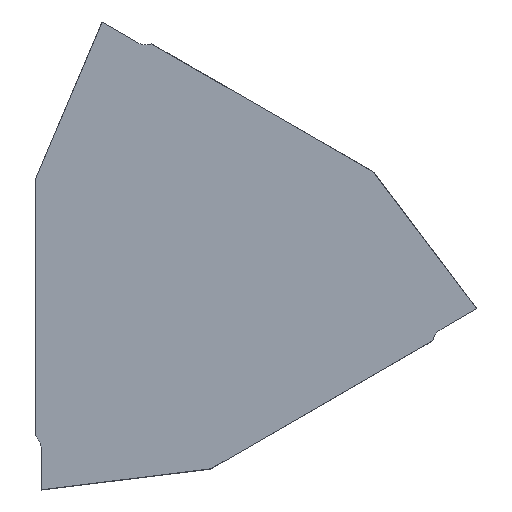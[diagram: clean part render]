
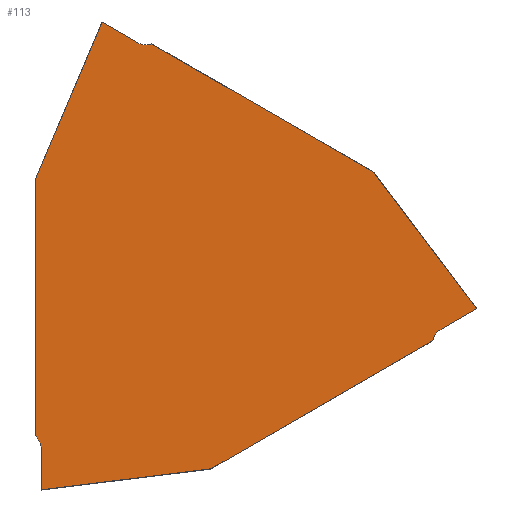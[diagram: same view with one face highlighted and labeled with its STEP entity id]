
A CAD part, left-side view. The second image highlights one B-rep face of the part: STEP entity #113.
In plain terms, the highlighted planar face has unit normal (-1, 0, 0).
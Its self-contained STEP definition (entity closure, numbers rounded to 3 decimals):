
#113=ADVANCED_FACE('',(#222),#193,.T.);
#193=PLANE('',#1408);
#222=FACE_OUTER_BOUND('',#302,.T.);
#302=EDGE_LOOP('',(#409,#410,#411,#412,#413,#414,#415,#416,#417,#418,#419,
#420,#421,#422,#423));
#382=ELLIPSE('',#1405,0.702,0.7);
#383=ELLIPSE('',#1406,0.702,0.7);
#384=ELLIPSE('',#1407,0.702,0.7);
#409=ORIENTED_EDGE('',*,*,#943,.T.);
#410=ORIENTED_EDGE('',*,*,#944,.T.);
#411=ORIENTED_EDGE('',*,*,#945,.T.);
#412=ORIENTED_EDGE('',*,*,#946,.T.);
#413=ORIENTED_EDGE('',*,*,#947,.F.);
#414=ORIENTED_EDGE('',*,*,#948,.T.);
#415=ORIENTED_EDGE('',*,*,#949,.T.);
#416=ORIENTED_EDGE('',*,*,#950,.T.);
#417=ORIENTED_EDGE('',*,*,#951,.T.);
#418=ORIENTED_EDGE('',*,*,#952,.F.);
#419=ORIENTED_EDGE('',*,*,#953,.T.);
#420=ORIENTED_EDGE('',*,*,#954,.T.);
#421=ORIENTED_EDGE('',*,*,#955,.T.);
#422=ORIENTED_EDGE('',*,*,#956,.T.);
#423=ORIENTED_EDGE('',*,*,#957,.F.);
#817=VERTEX_POINT('',#1851);
#818=VERTEX_POINT('',#1852);
#819=VERTEX_POINT('',#1854);
#820=VERTEX_POINT('',#1856);
#821=VERTEX_POINT('',#1858);
#822=VERTEX_POINT('',#1860);
#823=VERTEX_POINT('',#1862);
#824=VERTEX_POINT('',#1864);
#825=VERTEX_POINT('',#1866);
#826=VERTEX_POINT('',#1868);
#827=VERTEX_POINT('',#1870);
#828=VERTEX_POINT('',#1872);
#829=VERTEX_POINT('',#1874);
#830=VERTEX_POINT('',#1876);
#831=VERTEX_POINT('',#1878);
#943=EDGE_CURVE('',#817,#818,#1147,.T.);
#944=EDGE_CURVE('',#818,#819,#1148,.T.);
#945=EDGE_CURVE('',#819,#820,#1149,.T.);
#946=EDGE_CURVE('',#820,#821,#1150,.T.);
#947=EDGE_CURVE('',#822,#821,#382,.T.);
#948=EDGE_CURVE('',#822,#823,#1151,.T.);
#949=EDGE_CURVE('',#823,#824,#1152,.T.);
#950=EDGE_CURVE('',#824,#825,#1153,.T.);
#951=EDGE_CURVE('',#825,#826,#1154,.T.);
#952=EDGE_CURVE('',#827,#826,#383,.T.);
#953=EDGE_CURVE('',#827,#828,#1155,.T.);
#954=EDGE_CURVE('',#828,#829,#1156,.T.);
#955=EDGE_CURVE('',#829,#830,#1157,.T.);
#956=EDGE_CURVE('',#830,#831,#1158,.T.);
#957=EDGE_CURVE('',#817,#831,#384,.T.);
#1147=LINE('',#1850,#1225);
#1148=LINE('',#1853,#1226);
#1149=LINE('',#1855,#1227);
#1150=LINE('',#1857,#1228);
#1151=LINE('',#1861,#1229);
#1152=LINE('',#1863,#1230);
#1153=LINE('',#1865,#1231);
#1154=LINE('',#1867,#1232);
#1155=LINE('',#1871,#1233);
#1156=LINE('',#1873,#1234);
#1157=LINE('',#1875,#1235);
#1158=LINE('',#1877,#1236);
#1225=VECTOR('',#1518,1.);
#1226=VECTOR('',#1519,1.);
#1227=VECTOR('',#1520,1.);
#1228=VECTOR('',#1521,1.);
#1229=VECTOR('',#1524,1.);
#1230=VECTOR('',#1525,1.);
#1231=VECTOR('',#1526,1.);
#1232=VECTOR('',#1527,1.);
#1233=VECTOR('',#1530,1.);
#1234=VECTOR('',#1531,1.);
#1235=VECTOR('',#1532,1.);
#1236=VECTOR('',#1533,1.);
#1405=AXIS2_PLACEMENT_3D('',#1859,#1522,#1523);
#1406=AXIS2_PLACEMENT_3D('',#1869,#1528,#1529);
#1407=AXIS2_PLACEMENT_3D('',#1879,#1534,#1535);
#1408=AXIS2_PLACEMENT_3D('',#1880,#1536,#1537);
#1518=DIRECTION('',(0.,0.,-1.));
#1519=DIRECTION('',(0.,-0.993,0.122));
#1520=DIRECTION('',(0.,-0.866,0.5));
#1521=DIRECTION('',(0.,-0.259,0.966));
#1522=DIRECTION('',(-1.,0.,0.));
#1523=DIRECTION('',(0.,-0.998,0.059));
#1524=DIRECTION('',(0.,-0.866,0.5));
#1525=DIRECTION('',(0.,0.602,0.799));
#1526=DIRECTION('',(0.,0.866,0.5));
#1527=DIRECTION('',(0.,0.966,-0.259));
#1528=DIRECTION('',(-1.,0.,0.));
#1529=DIRECTION('',(0.,0.551,0.835));
#1530=DIRECTION('',(0.,0.866,0.5));
#1531=DIRECTION('',(0.,0.391,-0.921));
#1532=DIRECTION('',(0.,0.,-1.));
#1533=DIRECTION('',(0.,-0.707,-0.707));
#1534=DIRECTION('',(-1.,0.,0.));
#1535=DIRECTION('',(0.,0.448,-0.894));
#1536=DIRECTION('',(-1.,0.,0.));
#1537=DIRECTION('',(0.,0.,1.));
#1850=CARTESIAN_POINT('',(0.,6.855,0.));
#1851=CARTESIAN_POINT('',(0.,6.855,-7.261));
#1852=CARTESIAN_POINT('',(0.,6.855,-8.959));
#1853=CARTESIAN_POINT('',(0.,-0.156,-8.097));
#1854=CARTESIAN_POINT('',(0.,-0.181,-8.094));
#1855=CARTESIAN_POINT('',(0.,7.1,-12.298));
#1856=CARTESIAN_POINT('',(0.,-9.374,-2.786));
#1857=CARTESIAN_POINT('',(0.,-9.443,-2.53));
#1858=CARTESIAN_POINT('',(0.,-9.389,-2.732));
#1859=CARTESIAN_POINT('',(0.,-10.067,-2.912));
#1860=CARTESIAN_POINT('',(0.,-9.715,-2.306));
#1861=CARTESIAN_POINT('',(0.,-3.428,-5.937));
#1862=CARTESIAN_POINT('',(0.,-11.186,-1.457));
#1863=CARTESIAN_POINT('',(0.,-6.934,4.183));
#1864=CARTESIAN_POINT('',(0.,-6.919,4.204));
#1865=CARTESIAN_POINT('',(0.,-14.2,0.));
#1866=CARTESIAN_POINT('',(0.,2.274,9.511));
#1867=CARTESIAN_POINT('',(0.,2.53,9.443));
#1868=CARTESIAN_POINT('',(0.,2.329,9.497));
#1869=CARTESIAN_POINT('',(0.,2.512,10.174));
#1870=CARTESIAN_POINT('',(0.,2.86,9.567));
#1871=CARTESIAN_POINT('',(0.,-3.427,5.937));
#1872=CARTESIAN_POINT('',(0.,4.331,10.416));
#1873=CARTESIAN_POINT('',(0.,7.09,3.914));
#1874=CARTESIAN_POINT('',(0.,7.1,3.891));
#1875=CARTESIAN_POINT('',(0.,7.1,12.298));
#1876=CARTESIAN_POINT('',(0.,7.1,-6.725));
#1877=CARTESIAN_POINT('',(0.,6.913,-6.913));
#1878=CARTESIAN_POINT('',(0.,7.06,-6.765));
#1879=CARTESIAN_POINT('',(0.,7.555,-7.262));
#1880=CARTESIAN_POINT('',(0.,0.,0.));
